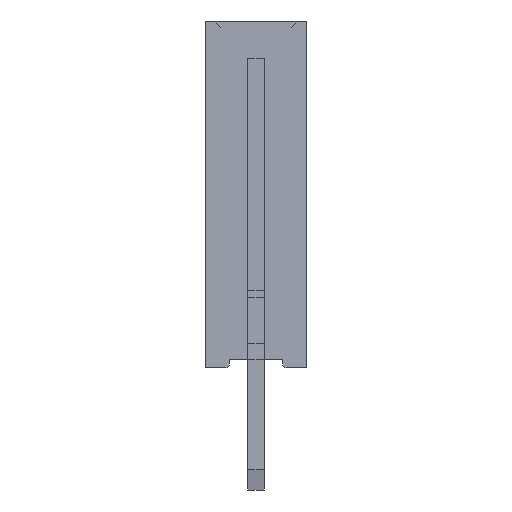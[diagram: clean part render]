
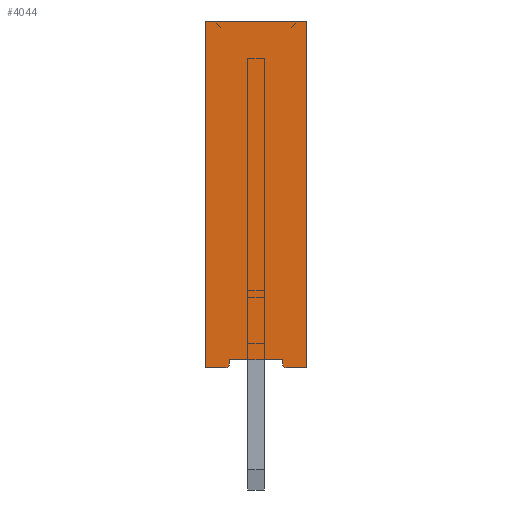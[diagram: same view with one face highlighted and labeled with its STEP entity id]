
A CAD part, front view. The second image highlights one B-rep face of the part: STEP entity #4044.
In plain terms, the highlighted planar face has unit normal (0, -1, 0).
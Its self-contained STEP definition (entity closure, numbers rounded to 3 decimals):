
#1088 = VERTEX_POINT('',#1089);
#1089 = CARTESIAN_POINT('',(-1.25,-100.33,0.));
#1095 = EDGE_CURVE('',#1096,#1088,#1098,.T.);
#1096 = VERTEX_POINT('',#1097);
#1097 = CARTESIAN_POINT('',(-0.75,-100.33,0.));
#1098 = LINE('',#1099,#1100);
#1099 = CARTESIAN_POINT('',(1.25,-100.33,0.));
#1100 = VECTOR('',#1101,1.);
#1101 = DIRECTION('',(-1.,0.,0.));
#1119 = EDGE_CURVE('',#1120,#1096,#1122,.T.);
#1120 = VERTEX_POINT('',#1121);
#1121 = CARTESIAN_POINT('',(-0.65,-100.33,0.1));
#1122 = CIRCLE('',#1123,0.1);
#1123 = AXIS2_PLACEMENT_3D('',#1124,#1125,#1126);
#1124 = CARTESIAN_POINT('',(-0.75,-100.33,0.1));
#1125 = DIRECTION('',(-0.,1.,0.));
#1126 = DIRECTION('',(1.,0.,0.));
#1144 = VERTEX_POINT('',#1145);
#1145 = CARTESIAN_POINT('',(-0.65,-100.33,0.2));
#1151 = EDGE_CURVE('',#1120,#1144,#1152,.T.);
#1152 = LINE('',#1153,#1154);
#1153 = CARTESIAN_POINT('',(-0.65,-100.33,0.1));
#1154 = VECTOR('',#1155,1.);
#1155 = DIRECTION('',(0.,0.,1.));
#1168 = VERTEX_POINT('',#1169);
#1169 = CARTESIAN_POINT('',(0.65,-100.33,0.2));
#1175 = EDGE_CURVE('',#1144,#1168,#1176,.T.);
#1176 = LINE('',#1177,#1178);
#1177 = CARTESIAN_POINT('',(0.95,-100.33,0.2));
#1178 = VECTOR('',#1179,1.);
#1179 = DIRECTION('',(1.,0.,0.));
#2552 = VERTEX_POINT('',#2553);
#2553 = CARTESIAN_POINT('',(0.65,-100.33,0.1));
#2559 = EDGE_CURVE('',#1168,#2552,#2560,.T.);
#2560 = LINE('',#2561,#2562);
#2561 = CARTESIAN_POINT('',(0.65,-100.33,0.05));
#2562 = VECTOR('',#2563,1.);
#2563 = DIRECTION('',(-0.,-0.,-1.));
#2576 = EDGE_CURVE('',#2577,#2552,#2579,.T.);
#2577 = VERTEX_POINT('',#2578);
#2578 = CARTESIAN_POINT('',(0.75,-100.33,0.));
#2579 = CIRCLE('',#2580,0.1);
#2580 = AXIS2_PLACEMENT_3D('',#2581,#2582,#2583);
#2581 = CARTESIAN_POINT('',(0.75,-100.33,0.1));
#2582 = DIRECTION('',(-0.,1.,0.));
#2583 = DIRECTION('',(1.,0.,0.));
#2601 = EDGE_CURVE('',#2602,#2577,#2604,.T.);
#2602 = VERTEX_POINT('',#2603);
#2603 = CARTESIAN_POINT('',(1.25,-100.33,0.));
#2604 = LINE('',#2605,#2606);
#2605 = CARTESIAN_POINT('',(1.25,-100.33,0.));
#2606 = VECTOR('',#2607,1.);
#2607 = DIRECTION('',(-1.,0.,0.));
#2625 = VERTEX_POINT('',#2626);
#2626 = CARTESIAN_POINT('',(1.25,-100.33,8.5));
#2632 = EDGE_CURVE('',#2602,#2625,#2633,.T.);
#2633 = LINE('',#2634,#2635);
#2634 = CARTESIAN_POINT('',(1.25,-100.33,0.));
#2635 = VECTOR('',#2636,1.);
#2636 = DIRECTION('',(0.,0.,1.));
#2649 = VERTEX_POINT('',#2650);
#2650 = CARTESIAN_POINT('',(-1.25,-100.33,8.5));
#2656 = EDGE_CURVE('',#2625,#2649,#2657,.T.);
#2657 = LINE('',#2658,#2659);
#2658 = CARTESIAN_POINT('',(1.25,-100.33,8.5));
#2659 = VECTOR('',#2660,1.);
#2660 = DIRECTION('',(-1.,0.,0.));
#4031 = EDGE_CURVE('',#1088,#2649,#4032,.T.);
#4032 = LINE('',#4033,#4034);
#4033 = CARTESIAN_POINT('',(-1.25,-100.33,0.));
#4034 = VECTOR('',#4035,1.);
#4035 = DIRECTION('',(0.,0.,1.));
#4044 = ADVANCED_FACE('',(#4045),#4057,.T.);
#4045 = FACE_BOUND('',#4046,.T.);
#4046 = EDGE_LOOP('',(#4047,#4048,#4049,#4050,#4051,#4052,#4053,#4054,
    #4055,#4056));
#4047 = ORIENTED_EDGE('',*,*,#2601,.F.);
#4048 = ORIENTED_EDGE('',*,*,#2632,.T.);
#4049 = ORIENTED_EDGE('',*,*,#2656,.T.);
#4050 = ORIENTED_EDGE('',*,*,#4031,.F.);
#4051 = ORIENTED_EDGE('',*,*,#1095,.F.);
#4052 = ORIENTED_EDGE('',*,*,#1119,.F.);
#4053 = ORIENTED_EDGE('',*,*,#1151,.T.);
#4054 = ORIENTED_EDGE('',*,*,#1175,.T.);
#4055 = ORIENTED_EDGE('',*,*,#2559,.T.);
#4056 = ORIENTED_EDGE('',*,*,#2576,.F.);
#4057 = PLANE('',#4058);
#4058 = AXIS2_PLACEMENT_3D('',#4059,#4060,#4061);
#4059 = CARTESIAN_POINT('',(1.25,-100.33,0.));
#4060 = DIRECTION('',(0.,-1.,0.));
#4061 = DIRECTION('',(-1.,0.,0.));
